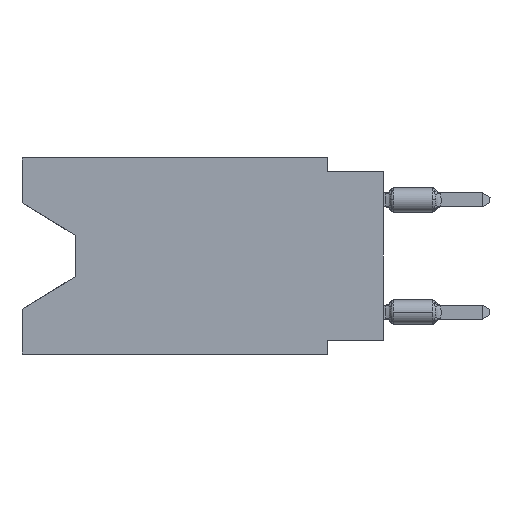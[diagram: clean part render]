
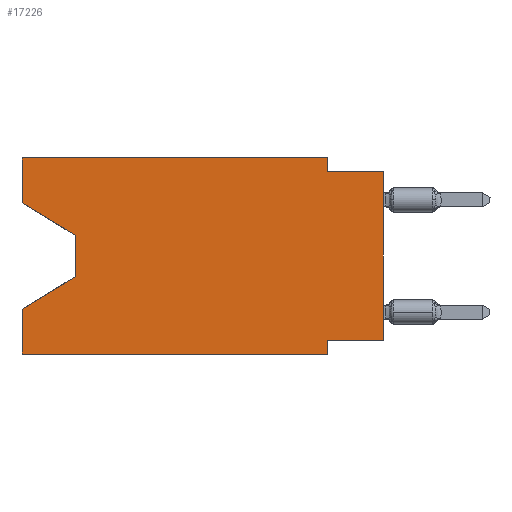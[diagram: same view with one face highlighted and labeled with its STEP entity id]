
A CAD part, left-side view. The second image highlights one B-rep face of the part: STEP entity #17226.
In plain terms, the highlighted planar face has unit normal (-1, 0, 0).
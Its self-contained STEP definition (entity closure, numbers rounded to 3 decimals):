
#178 = CARTESIAN_POINT ( 'NONE',  ( 0., 16.383, 0. ) ) ;
#316 = EDGE_LOOP ( 'NONE', ( #5358, #28575, #25082, #4647, #19704, #19417, #25235, #9288, #15389, #23869, #25461, #13231 ) ) ;
#914 = CARTESIAN_POINT ( 'NONE',  ( 0., 16.383, -2.038 ) ) ;
#1572 = DIRECTION ( 'NONE',  ( 0., 0., 1. ) ) ;
#1788 = EDGE_CURVE ( 'NONE', #14654, #20650, #14071, .T. ) ;
#1801 = EDGE_CURVE ( 'NONE', #3134, #21294, #13480, .T. ) ;
#1890 = VERTEX_POINT ( 'NONE', #16417 ) ;
#2487 = CARTESIAN_POINT ( 'NONE',  ( 0., 16.383, 0. ) ) ;
#2744 = VECTOR ( 'NONE', #3490, 1000. ) ;
#3134 = VERTEX_POINT ( 'NONE', #914 ) ;
#3490 = DIRECTION ( 'NONE',  ( 0., -1., 0. ) ) ;
#3552 = EDGE_CURVE ( 'NONE', #21294, #10328, #27643, .T. ) ;
#3911 = DIRECTION ( 'NONE',  ( 0., 0., -1. ) ) ;
#4510 = LINE ( 'NONE', #26948, #13108 ) ;
#4632 = CARTESIAN_POINT ( 'NONE',  ( 0., 0., -0.635 ) ) ;
#4647 = ORIENTED_EDGE ( 'NONE', *, *, #28571, .F. ) ;
#4837 = CARTESIAN_POINT ( 'NONE',  ( 0., 13.97, -3.505 ) ) ;
#4985 = DIRECTION ( 'NONE',  ( 0., -1., 0. ) ) ;
#5358 = ORIENTED_EDGE ( 'NONE', *, *, #28202, .T. ) ;
#6129 = LINE ( 'NONE', #24029, #15846 ) ;
#6237 = CARTESIAN_POINT ( 'NONE',  ( 0., 0., -8.255 ) ) ;
#7378 = VERTEX_POINT ( 'NONE', #8836 ) ;
#7486 = VERTEX_POINT ( 'NONE', #13969 ) ;
#7514 = DIRECTION ( 'NONE',  ( 0., -1., 0. ) ) ;
#7704 = VECTOR ( 'NONE', #19236, 1000. ) ;
#8144 = DIRECTION ( 'NONE',  ( 0., 1., 0. ) ) ;
#8659 = VERTEX_POINT ( 'NONE', #26756 ) ;
#8836 = CARTESIAN_POINT ( 'NONE',  ( 0., 16.383, -6.852 ) ) ;
#9127 = AXIS2_PLACEMENT_3D ( 'NONE', #2487, #14058, #20343 ) ;
#9220 = LINE ( 'NONE', #4837, #14667 ) ;
#9288 = ORIENTED_EDGE ( 'NONE', *, *, #16581, .T. ) ;
#9398 = CARTESIAN_POINT ( 'NONE',  ( 0., 2.54, -8.89 ) ) ;
#9500 = CARTESIAN_POINT ( 'NONE',  ( 0., 16.383, -8.89 ) ) ;
#10328 = VERTEX_POINT ( 'NONE', #23047 ) ;
#11351 = CARTESIAN_POINT ( 'NONE',  ( 0., 13.97, -3.505 ) ) ;
#11427 = DIRECTION ( 'NONE',  ( 0., 0., -1. ) ) ;
#12377 = EDGE_CURVE ( 'NONE', #8659, #20650, #25629, .T. ) ;
#12571 = VECTOR ( 'NONE', #1572, 1000. ) ;
#12702 = CARTESIAN_POINT ( 'NONE',  ( 0., 2.54, -8.89 ) ) ;
#12929 = EDGE_CURVE ( 'NONE', #10328, #28676, #13639, .T. ) ;
#13108 = VECTOR ( 'NONE', #13438, 1000. ) ;
#13149 = CARTESIAN_POINT ( 'NONE',  ( 0., 16.383, 0. ) ) ;
#13231 = ORIENTED_EDGE ( 'NONE', *, *, #1801, .F. ) ;
#13438 = DIRECTION ( 'NONE',  ( 0., 0.855, -0.519 ) ) ;
#13471 = VECTOR ( 'NONE', #11427, 1000. ) ;
#13480 = LINE ( 'NONE', #178, #28906 ) ;
#13639 = LINE ( 'NONE', #22451, #13471 ) ;
#13727 = EDGE_CURVE ( 'NONE', #28676, #23253, #28441, .T. ) ;
#13969 = CARTESIAN_POINT ( 'NONE',  ( 0., 0., -8.255 ) ) ;
#13979 = VECTOR ( 'NONE', #8144, 1000. ) ;
#14058 = DIRECTION ( 'NONE',  ( 1., 0., 0. ) ) ;
#14071 = LINE ( 'NONE', #9500, #25135 ) ;
#14113 = CARTESIAN_POINT ( 'NONE',  ( 0., 16.383, 0. ) ) ;
#14618 = CARTESIAN_POINT ( 'NONE',  ( 0., 0., -0.635 ) ) ;
#14654 = VERTEX_POINT ( 'NONE', #21021 ) ;
#14667 = VECTOR ( 'NONE', #16415, 1000. ) ;
#15389 = ORIENTED_EDGE ( 'NONE', *, *, #13727, .F. ) ;
#15801 = EDGE_CURVE ( 'NONE', #7486, #8659, #28279, .T. ) ;
#15846 = VECTOR ( 'NONE', #24168, 1000. ) ;
#15938 = VERTEX_POINT ( 'NONE', #11351 ) ;
#16415 = DIRECTION ( 'NONE',  ( 0., 0., -1. ) ) ;
#16417 = CARTESIAN_POINT ( 'NONE',  ( 0., 13.97, -5.385 ) ) ;
#16581 = EDGE_CURVE ( 'NONE', #7486, #23253, #21573, .T. ) ;
#16748 = CARTESIAN_POINT ( 'NONE',  ( 0., 0., 0. ) ) ;
#17226 = ADVANCED_FACE ( 'NONE', ( #27268 ), #18584, .F. ) ;
#17379 = LINE ( 'NONE', #28706, #12571 ) ;
#18019 = DIRECTION ( 'NONE',  ( 0., 0., 1. ) ) ;
#18584 = PLANE ( 'NONE',  #9127 ) ;
#19236 = DIRECTION ( 'NONE',  ( 0., 0., 1. ) ) ;
#19417 = ORIENTED_EDGE ( 'NONE', *, *, #12377, .F. ) ;
#19704 = ORIENTED_EDGE ( 'NONE', *, *, #1788, .T. ) ;
#20160 = CARTESIAN_POINT ( 'NONE',  ( 0., 2.54, -0.635 ) ) ;
#20343 = DIRECTION ( 'NONE',  ( 0., 0., -1. ) ) ;
#20650 = VERTEX_POINT ( 'NONE', #9398 ) ;
#21021 = CARTESIAN_POINT ( 'NONE',  ( 0., 16.383, -8.89 ) ) ;
#21294 = VERTEX_POINT ( 'NONE', #13149 ) ;
#21573 = LINE ( 'NONE', #16748, #7704 ) ;
#22349 = EDGE_CURVE ( 'NONE', #15938, #1890, #9220, .T. ) ;
#22451 = CARTESIAN_POINT ( 'NONE',  ( 0., 2.54, 0. ) ) ;
#22846 = VECTOR ( 'NONE', #3911, 1000. ) ;
#23047 = CARTESIAN_POINT ( 'NONE',  ( 0., 2.54, 0. ) ) ;
#23253 = VERTEX_POINT ( 'NONE', #4632 ) ;
#23869 = ORIENTED_EDGE ( 'NONE', *, *, #12929, .F. ) ;
#24029 = CARTESIAN_POINT ( 'NONE',  ( 0., 16.383, -2.038 ) ) ;
#24168 = DIRECTION ( 'NONE',  ( 0., -0.855, -0.519 ) ) ;
#25082 = ORIENTED_EDGE ( 'NONE', *, *, #27102, .T. ) ;
#25135 = VECTOR ( 'NONE', #4985, 1000. ) ;
#25235 = ORIENTED_EDGE ( 'NONE', *, *, #15801, .F. ) ;
#25461 = ORIENTED_EDGE ( 'NONE', *, *, #3552, .F. ) ;
#25629 = LINE ( 'NONE', #12702, #22846 ) ;
#25695 = VECTOR ( 'NONE', #7514, 1000. ) ;
#26756 = CARTESIAN_POINT ( 'NONE',  ( 0., 2.54, -8.255 ) ) ;
#26948 = CARTESIAN_POINT ( 'NONE',  ( 0., 13.97, -5.385 ) ) ;
#27102 = EDGE_CURVE ( 'NONE', #1890, #7378, #4510, .T. ) ;
#27268 = FACE_OUTER_BOUND ( 'NONE', #316, .T. ) ;
#27643 = LINE ( 'NONE', #14113, #25695 ) ;
#28202 = EDGE_CURVE ( 'NONE', #3134, #15938, #6129, .T. ) ;
#28279 = LINE ( 'NONE', #6237, #13979 ) ;
#28441 = LINE ( 'NONE', #14618, #2744 ) ;
#28571 = EDGE_CURVE ( 'NONE', #14654, #7378, #17379, .T. ) ;
#28575 = ORIENTED_EDGE ( 'NONE', *, *, #22349, .T. ) ;
#28676 = VERTEX_POINT ( 'NONE', #20160 ) ;
#28706 = CARTESIAN_POINT ( 'NONE',  ( 0., 16.383, 0. ) ) ;
#28906 = VECTOR ( 'NONE', #18019, 1000. ) ;
